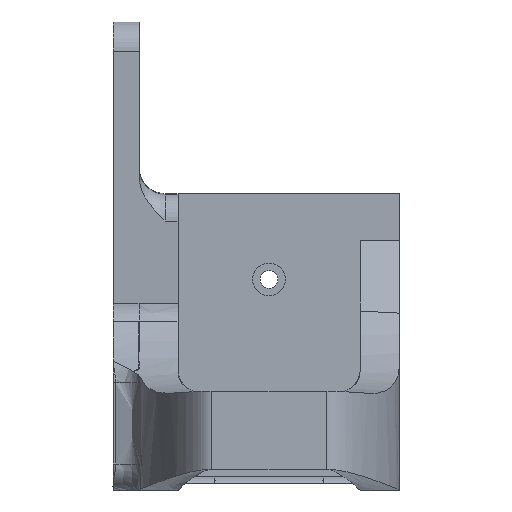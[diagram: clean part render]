
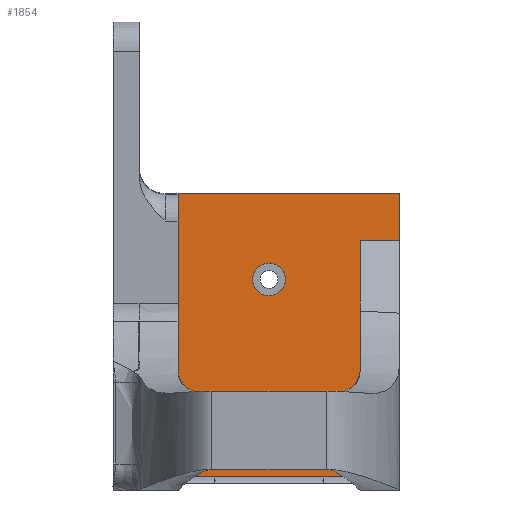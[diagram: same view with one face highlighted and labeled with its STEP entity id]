
A CAD part, left-side view. The second image highlights one B-rep face of the part: STEP entity #1854.
In plain terms, the highlighted planar face has unit normal (-1, 0, 0).
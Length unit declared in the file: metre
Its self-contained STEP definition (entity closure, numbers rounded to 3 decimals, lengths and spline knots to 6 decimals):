
#133=CIRCLE('',#1985,0.003125);
#240=ORIENTED_EDGE('',*,*,#746,.F.);
#241=ORIENTED_EDGE('',*,*,#747,.T.);
#242=ORIENTED_EDGE('',*,*,#748,.T.);
#243=ORIENTED_EDGE('',*,*,#749,.F.);
#244=ORIENTED_EDGE('',*,*,#750,.F.);
#245=ORIENTED_EDGE('',*,*,#751,.F.);
#246=ORIENTED_EDGE('',*,*,#752,.F.);
#746=EDGE_CURVE('',#999,#999,#133,.T.);
#747=EDGE_CURVE('',#1000,#1001,#1182,.T.);
#748=EDGE_CURVE('',#1001,#1002,#1183,.T.);
#749=EDGE_CURVE('',#1003,#1002,#1184,.T.);
#750=EDGE_CURVE('',#1004,#1003,#1185,.T.);
#751=EDGE_CURVE('',#1005,#1004,#1186,.T.);
#752=EDGE_CURVE('',#1000,#1005,#1187,.T.);
#999=VERTEX_POINT('',#2714);
#1000=VERTEX_POINT('',#2716);
#1001=VERTEX_POINT('',#2717);
#1002=VERTEX_POINT('',#2719);
#1003=VERTEX_POINT('',#2721);
#1004=VERTEX_POINT('',#2723);
#1005=VERTEX_POINT('',#2725);
#1182=LINE('',#2715,#1287);
#1183=LINE('',#2718,#1288);
#1184=LINE('',#2720,#1289);
#1185=LINE('',#2722,#1290);
#1186=LINE('',#2724,#1291);
#1187=LINE('',#2726,#1292);
#1287=VECTOR('',#2201,1.);
#1288=VECTOR('',#2202,1.);
#1289=VECTOR('',#2203,1.);
#1290=VECTOR('',#2204,1.);
#1291=VECTOR('',#2205,1.);
#1292=VECTOR('',#2206,1.);
#1383=EDGE_LOOP('',(#240));
#1384=EDGE_LOOP('',(#241,#242,#243,#244,#245,#246));
#1595=FACE_BOUND('',#1383,.T.);
#1596=FACE_BOUND('',#1384,.T.);
#1807=PLANE('',#1984);
#1854=ADVANCED_FACE('',(#1595,#1596),#1807,.F.);
#1984=AXIS2_PLACEMENT_3D('',#2712,#2197,#2198);
#1985=AXIS2_PLACEMENT_3D('',#2713,#2199,#2200);
#2197=DIRECTION('',(1.,0.,0.));
#2198=DIRECTION('',(0.,0.,-1.));
#2199=DIRECTION('',(-1.,0.,0.));
#2200=DIRECTION('',(0.,0.,1.));
#2201=DIRECTION('',(0.,1.,0.));
#2202=DIRECTION('',(0.,0.,-1.));
#2203=DIRECTION('',(0.,1.,0.));
#2204=DIRECTION('',(0.,0.,-1.));
#2205=DIRECTION('',(0.,1.,0.));
#2206=DIRECTION('',(0.,0.,-1.));
#2712=CARTESIAN_POINT('',(-0.080545,-0.025002,0.05545));
#2713=CARTESIAN_POINT('',(-0.080545,0.,0.0717));
#2714=CARTESIAN_POINT('',(-0.080545,0.,0.074825));
#2715=CARTESIAN_POINT('',(-0.080545,-0.025002,0.0882));
#2716=CARTESIAN_POINT('',(-0.080545,-0.025,0.0882));
#2717=CARTESIAN_POINT('',(-0.080545,0.0175,0.0882));
#2718=CARTESIAN_POINT('',(-0.080545,0.0175,0.0332));
#2719=CARTESIAN_POINT('',(-0.080545,0.0175,0.0337));
#2720=CARTESIAN_POINT('',(-0.080545,-0.025002,0.0337));
#2721=CARTESIAN_POINT('',(-0.080545,-0.0175,0.0337));
#2722=CARTESIAN_POINT('',(-0.080545,-0.0175,0.0332));
#2723=CARTESIAN_POINT('',(-0.080545,-0.0175,0.0792));
#2724=CARTESIAN_POINT('',(-0.080545,-0.025002,0.0792));
#2725=CARTESIAN_POINT('',(-0.080545,-0.025,0.0792));
#2726=CARTESIAN_POINT('',(-0.080545,-0.025,0.0857));
